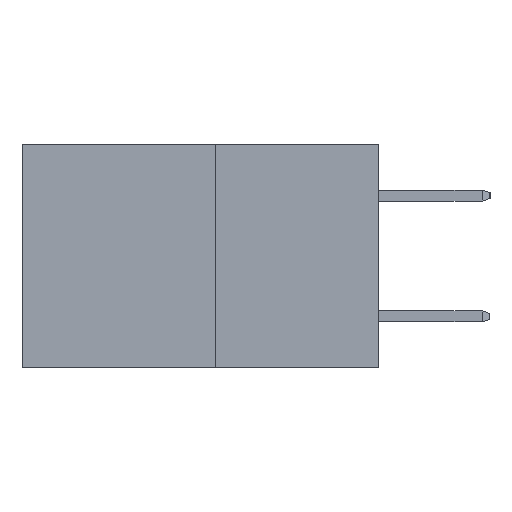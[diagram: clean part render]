
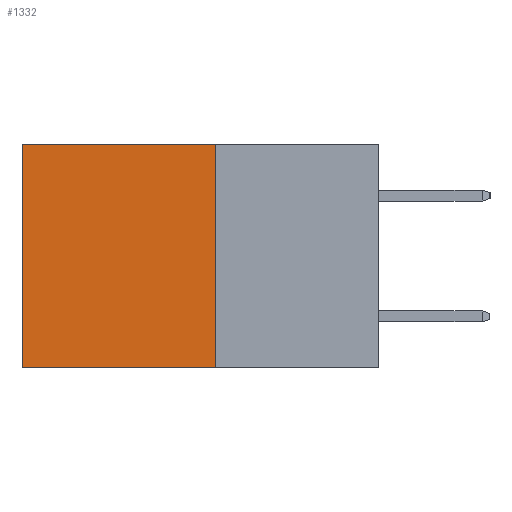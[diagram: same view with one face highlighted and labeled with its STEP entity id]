
A CAD part, left-side view. The second image highlights one B-rep face of the part: STEP entity #1332.
In plain terms, the highlighted planar face has unit normal (-1, 0, 0).
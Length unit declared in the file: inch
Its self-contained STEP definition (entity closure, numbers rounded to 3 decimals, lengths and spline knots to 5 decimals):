
#259 = DIRECTION ( 'NONE',  ( 0., 0., -1. ) ) ;
#1074 = CARTESIAN_POINT ( 'NONE',  ( 0.277, 0.27, 0. ) ) ;
#1235 = CARTESIAN_POINT ( 'NONE',  ( 0.277, 0.27, -0.37 ) ) ;
#1332 = ADVANCED_FACE ( 'NONE', ( #5315 ), #5366, .F. ) ;
#1387 = VECTOR ( 'NONE', #259, 39.37008 ) ;
#1716 = CARTESIAN_POINT ( 'NONE',  ( 0.277, 0.27, -0.37 ) ) ;
#2576 = DIRECTION ( 'NONE',  ( 0., 1., 0. ) ) ;
#3229 = LINE ( 'NONE', #14550, #13735 ) ;
#4127 = DIRECTION ( 'NONE',  ( 0., 0., -1. ) ) ;
#4684 = CARTESIAN_POINT ( 'NONE',  ( 0.277, 0.27, -0.37 ) ) ;
#4729 = ORIENTED_EDGE ( 'NONE', *, *, #14544, .F. ) ;
#5073 = VERTEX_POINT ( 'NONE', #1235 ) ;
#5315 = FACE_OUTER_BOUND ( 'NONE', #11500, .T. ) ;
#5366 = PLANE ( 'NONE',  #12834 ) ;
#6283 = EDGE_CURVE ( 'NONE', #5073, #13138, #7276, .T. ) ;
#6475 = ORIENTED_EDGE ( 'NONE', *, *, #10367, .T. ) ;
#7276 = LINE ( 'NONE', #8466, #13630 ) ;
#7849 = DIRECTION ( 'NONE',  ( 0., 0., -1. ) ) ;
#8466 = CARTESIAN_POINT ( 'NONE',  ( 0.277, 0.27, -0.37 ) ) ;
#9390 = VECTOR ( 'NONE', #2576, 39.37008 ) ;
#9507 = CARTESIAN_POINT ( 'NONE',  ( 0.277, 0.59, 0. ) ) ;
#10367 = EDGE_CURVE ( 'NONE', #14698, #14967, #16814, .T. ) ;
#11500 = EDGE_LOOP ( 'NONE', ( #14093, #16501, #4729, #6475 ) ) ;
#12424 = EDGE_CURVE ( 'NONE', #14967, #13138, #3229, .T. ) ;
#12461 = LINE ( 'NONE', #1716, #1387 ) ;
#12834 = AXIS2_PLACEMENT_3D ( 'NONE', #4684, #14663, #4127 ) ;
#13138 = VERTEX_POINT ( 'NONE', #14338 ) ;
#13630 = VECTOR ( 'NONE', #15127, 39.37008 ) ;
#13735 = VECTOR ( 'NONE', #7849, 39.37008 ) ;
#14093 = ORIENTED_EDGE ( 'NONE', *, *, #12424, .T. ) ;
#14338 = CARTESIAN_POINT ( 'NONE',  ( 0.277, 0.59, -0.37 ) ) ;
#14417 = CARTESIAN_POINT ( 'NONE',  ( 0.277, 0.27, 0. ) ) ;
#14544 = EDGE_CURVE ( 'NONE', #14698, #5073, #12461, .T. ) ;
#14550 = CARTESIAN_POINT ( 'NONE',  ( 0.277, 0.59, -0.37 ) ) ;
#14663 = DIRECTION ( 'NONE',  ( 1., 0., 0. ) ) ;
#14698 = VERTEX_POINT ( 'NONE', #14417 ) ;
#14967 = VERTEX_POINT ( 'NONE', #9507 ) ;
#15127 = DIRECTION ( 'NONE',  ( 0., 1., 0. ) ) ;
#16501 = ORIENTED_EDGE ( 'NONE', *, *, #6283, .F. ) ;
#16814 = LINE ( 'NONE', #1074, #9390 ) ;
